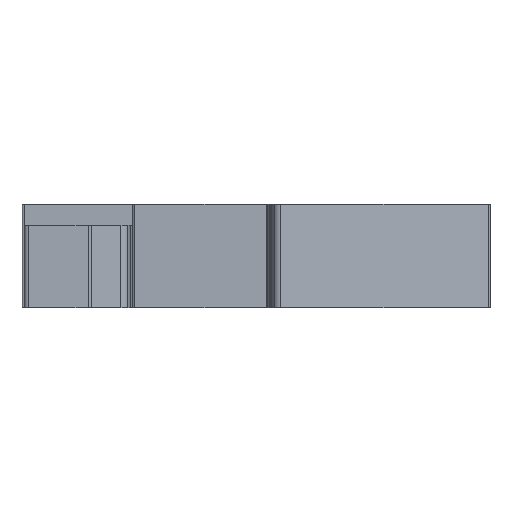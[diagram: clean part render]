
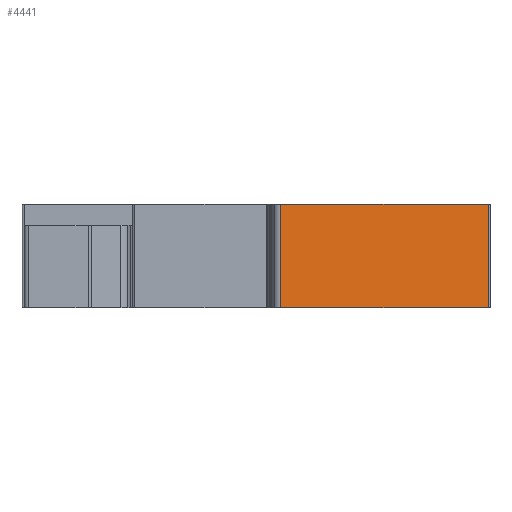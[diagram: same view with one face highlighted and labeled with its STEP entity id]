
A CAD part, front view. The second image highlights one B-rep face of the part: STEP entity #4441.
In plain terms, the highlighted planar face has unit normal (0.165, -0.986, 0).
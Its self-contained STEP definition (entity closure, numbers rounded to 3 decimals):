
#562=DIRECTION('',(0.986,0.165,0.));
#563=VECTOR('',#562,49.436);
#564=CARTESIAN_POINT('',(24.124,-6.979,-12.2));
#565=LINE('',#564,#563);
#714=DIRECTION('',(0.,0.,1.));
#715=VECTOR('',#714,24.4);
#716=CARTESIAN_POINT('',(72.883,1.18,-12.2));
#717=LINE('',#716,#715);
#718=DIRECTION('',(0.,0.,1.));
#719=VECTOR('',#718,24.4);
#720=CARTESIAN_POINT('',(24.124,-6.979,-12.2));
#721=LINE('',#720,#719);
#1392=DIRECTION('',(0.986,0.165,0.));
#1393=VECTOR('',#1392,49.436);
#1394=CARTESIAN_POINT('',(24.124,-6.979,12.2));
#1395=LINE('',#1394,#1393);
#3253=CARTESIAN_POINT('',(24.124,-6.979,-12.2));
#3254=VERTEX_POINT('',#3253);
#3255=CARTESIAN_POINT('',(72.883,1.18,-12.2));
#3256=VERTEX_POINT('',#3255);
#3513=CARTESIAN_POINT('',(24.124,-6.979,12.2));
#3514=VERTEX_POINT('',#3513);
#3515=CARTESIAN_POINT('',(72.883,1.18,12.2));
#3516=VERTEX_POINT('',#3515);
#4428=CARTESIAN_POINT('',(24.124,-6.979,-12.2));
#4429=DIRECTION('',(0.165,-0.986,0.));
#4430=DIRECTION('',(0.986,0.165,0.));
#4431=AXIS2_PLACEMENT_3D('',#4428,#4429,#4430);
#4432=PLANE('',#4431);
#4433=ORIENTED_EDGE('',*,*,#4198,.F.);
#4435=ORIENTED_EDGE('',*,*,#4434,.T.);
#4437=ORIENTED_EDGE('',*,*,#4436,.T.);
#4438=ORIENTED_EDGE('',*,*,#4420,.F.);
#4439=EDGE_LOOP('',(#4433,#4435,#4437,#4438));
#4440=FACE_OUTER_BOUND('',#4439,.F.);
#4198=EDGE_CURVE('',#3254,#3256,#565,.T.);
#4420=EDGE_CURVE('',#3256,#3516,#717,.T.);
#4434=EDGE_CURVE('',#3254,#3514,#721,.T.);
#4436=EDGE_CURVE('',#3514,#3516,#1395,.T.);
#4441=ADVANCED_FACE('',(#4440),#4432,.T.);
